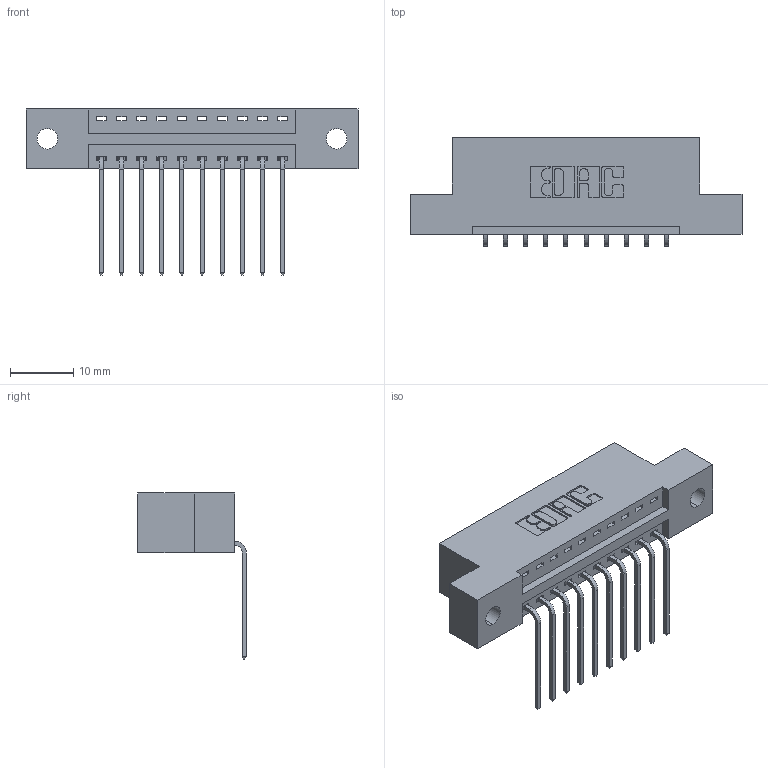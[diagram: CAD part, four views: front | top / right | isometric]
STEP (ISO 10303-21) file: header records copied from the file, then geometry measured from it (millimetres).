
FILE_DESCRIPTION (( 'STEP AP203' ), '1' );
FILE_NAME ('396-010-559-102.STEP', '2018-08-31T03:53:47', ( '' ), ( '' ), 'SwSTEP 2.0', 'SolidWorks 2016', '' );
FILE_SCHEMA (( 'CONFIG_CONTROL_DESIGN' ));
Length unit declared in the file: inch
Products named in the file (3): 396-010-559-102; 346 Part_Flush Mounting Lugs - 0.128 Dia; 345-292-001_558 559 Tail - 1
Assembly tree (11 placements, depth 2):
  396-010-559-102
    346 Part_Flush Mounting Lugs - 0.128 Dia
    345-292-001_558 559 Tail - 1  x10
Bounding box: 52.32 x 17.08 x 26.16 mm (x, y, z)
Volume: 4784.7 mm3; surface area: 5562.5 mm2
Topology: 11 solids, 11 shells, 722 faces, 2149 edges, 1418 vertices
Faces by surface type: plane 496, cylinder 226
Entity records: 10601 total; most frequent: CARTESIAN_POINT 1834, ORIENTED_EDGE 1778, DIRECTION 1657, EDGE_CURVE 889, VECTOR 717, LINE 717, VERTEX_POINT 590, AXIS2_PLACEMENT_3D 470
